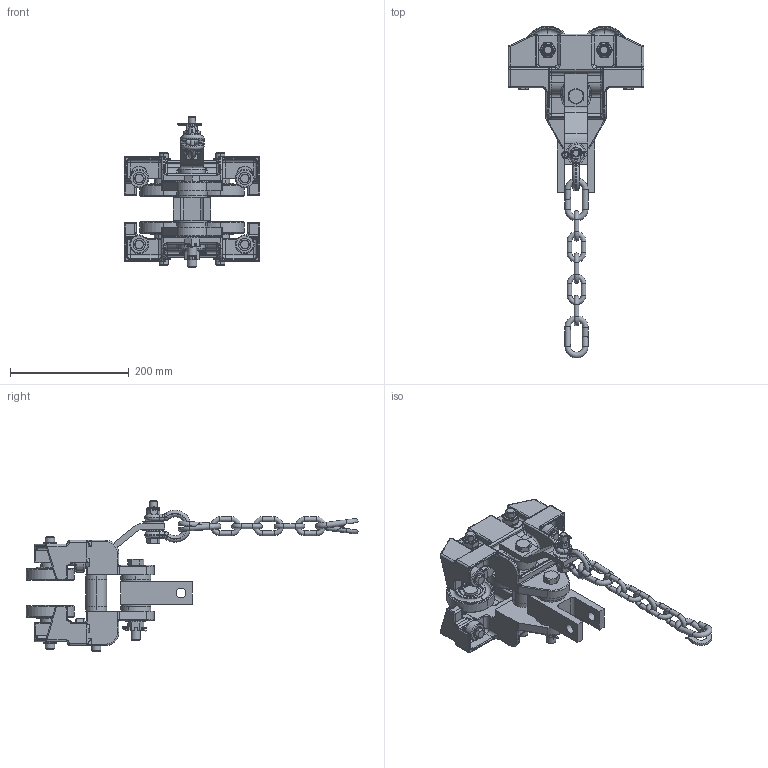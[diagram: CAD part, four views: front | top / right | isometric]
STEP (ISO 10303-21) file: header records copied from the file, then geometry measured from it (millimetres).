
FILE_DESCRIPTION(/* description */ (''),/* implementation_level */ '2;1');
FILE_NAME(/* name */ '10346 UT-1000-YBC-325 TROLLEY.stp',/* time_stamp */ '2023-03-22T16:52:57-04:00',/* author */ ('jnhhw'),/* organization */ (''),/* preprocessor_version */ 'ST-DEVELOPER v18',/* originating_system */ 'Autodesk Inventor 2020',/* authorisation */ '');
FILE_SCHEMA (('AUTOMOTIVE_DESIGN { 1 0 10303 214 3 1 1 }'));
Products named in the file (41): 3D11J0C4D.iam; 3D1176B4D.ipt; 3D1176B4D.ipt_1; 3D1118B4B.ipt; 3D1160C4C.iam; 3D1120C4C.ipt; 3D1130C4A.ipt; 3D1128B4B.ipt; 3D1140C4A.ipt; 3D1150C4A.ipt; 3D11DRD4B.iam; 3D11X6B4A.ipt; 3D1153B4A.ipt; 3D1193B4B.ipt; 3D11OYC4A.ipt; 3D11TZB4A.ipt; 3D1108B4B.ipt; 3D112BB4A.ipt; 3D1124B4A.ipt; 3D11X2B4A.ipt; 3D11UZB4B.ipt; 3D11A0C4C.iam; 3D11C0C4B.ipt; 3D11NCB4B.ipt; 3D1190C4A.ipt; 3D11B0C4A.ipt; 3D11KCB4A.ipt; 3D11LCB4A.ipt; 3D11O3B4A.ipt; 3D11Y2B4A.ipt; 3D1180C4A.ipt; 3D11D0C4B.ipt; 3D11OWC4B.ipt; 3D113HB4C.iam; 3D1167B4C.ipt; 3D11A6B4A.ipt; 3D11W6B4B.ipt; 3D11K7B4B.ipt; 3D11Q6B4B.ipt; 3D1144G4A.ipt ...
Assembly tree (65 placements, depth 3):
  3D11J0C4D.iam
    3D1176B4D.ipt
    3D1176B4D.ipt_1
    3D1118B4B.ipt
    3D1160C4C.iam
      3D1120C4C.ipt
      3D1130C4A.ipt
      3D1128B4B.ipt
      3D1140C4A.ipt
      3D1150C4A.ipt
    3D11DRD4B.iam  x4
      3D11X6B4A.ipt
      3D1153B4A.ipt
      3D1193B4B.ipt
    3D11OYC4A.ipt  x4
    3D11TZB4A.ipt  x2
    3D1108B4B.ipt  x2
    3D112BB4A.ipt  x2
    3D1124B4A.ipt  x2
    3D11X2B4A.ipt  x2
    3D11UZB4B.ipt
    3D11A0C4C.iam
      3D11C0C4B.ipt
      3D11NCB4B.ipt
      3D1190C4A.ipt
      3D11B0C4A.ipt  x5
      3D11KCB4A.ipt
      3D11LCB4A.ipt
      3D11O3B4A.ipt
      3D11Y2B4A.ipt
      3D1180C4A.ipt
      3D11D0C4B.ipt
      3D11OWC4B.ipt
    3D113HB4C.iam  x4
      3D1167B4C.ipt
      3D11A6B4A.ipt
      3D11W6B4B.ipt
      3D11K7B4B.ipt
      3D11Q6B4B.ipt
    3D1144G4A.ipt  x4
    3D1134G4A.ipt  x4
Bounding box: 228.6 x 559.57 x 254.6 mm (x, y, z)
Volume: 2138468.7 mm3; surface area: 572919.6 mm2
Topology: 82 solids, 82 shells, 3094 faces, 7226 edges, 4175 vertices
Faces by surface type: cylinder 980, bspline 638, plane 635, torus 416, cone 239, sphere 186
Full cylindrical faces by diameter (mm): 3.969 x3, 7.798 x4, 7.938 x10, 9.525 x12, 9.855 x4, 10.592 x1, 12.7 x2, 13.081 x1, 13.386 x4, 13.494 x2, 14.287 x4, 14.351 x4, 15.875 x5, 16.272 x10, 16.307 x1, 16.612 x4, 16.662 x2, 16.669 x1, 16.98 x4, 17.374 x4, 19.05 x3, 21.431 x1, 22.225 x1, 23.114 x4, 25.4 x5, 28.575 x1, 28.972 x1, 33.325 x2, 34.925 x2, 40.005 x4
Entity records: 62677 total; most frequent: CARTESIAN_POINT 18857, DIRECTION 9331, ORIENTED_EDGE 8592, EDGE_CURVE 4296, AXIS2_PLACEMENT_3D 3934, VERTEX_POINT 2510, CIRCLE 2179, EDGE_LOOP 1974
